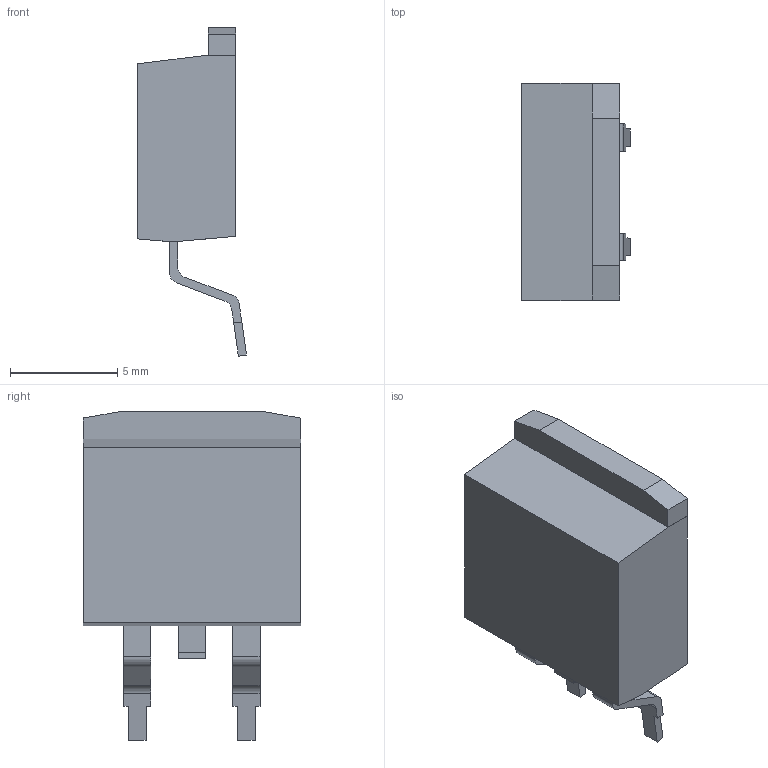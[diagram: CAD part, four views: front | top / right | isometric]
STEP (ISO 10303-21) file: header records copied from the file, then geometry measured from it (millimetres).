
FILE_DESCRIPTION(/* description */ ('Unknown'),/* implementation_level */ '2;1');
FILE_NAME(/* name */ 'TO263AB',/* time_stamp */ '2017-06-08T14:21:23+08:00',/* author */ ('Unknown'),/* organization */ ('Unknown'),/* preprocessor_version */ 'ST-DEVELOPER v16.7',/* originating_system */ 'DEX',/* authorisation */ $);
FILE_SCHEMA (('AUTOMOTIVE_DESIGN {1 0 10303 214 3 1 1}'));
Length unit declared in the file: millimetre
Products named in the file (4): TO263AB; CP; LDF; lead
Assembly tree (3 placements, depth 2):
  TO263AB
    CP
    LDF
    lead
Bounding box: 5.07 x 10.11 x 15.29 mm (x, y, z)
Volume: 413.1 mm3; surface area: 660.6 mm2
Topology: 5 solids, 5 shells, 151 faces, 419 edges, 276 vertices
Faces by surface type: plane 128, cylinder 23
Entity records: 4881 total; most frequent: CARTESIAN_POINT 856, ORIENTED_EDGE 838, DIRECTION 777, EDGE_CURVE 419, LINE 367, VECTOR 367, VERTEX_POINT 276, AXIS2_PLACEMENT_3D 205
